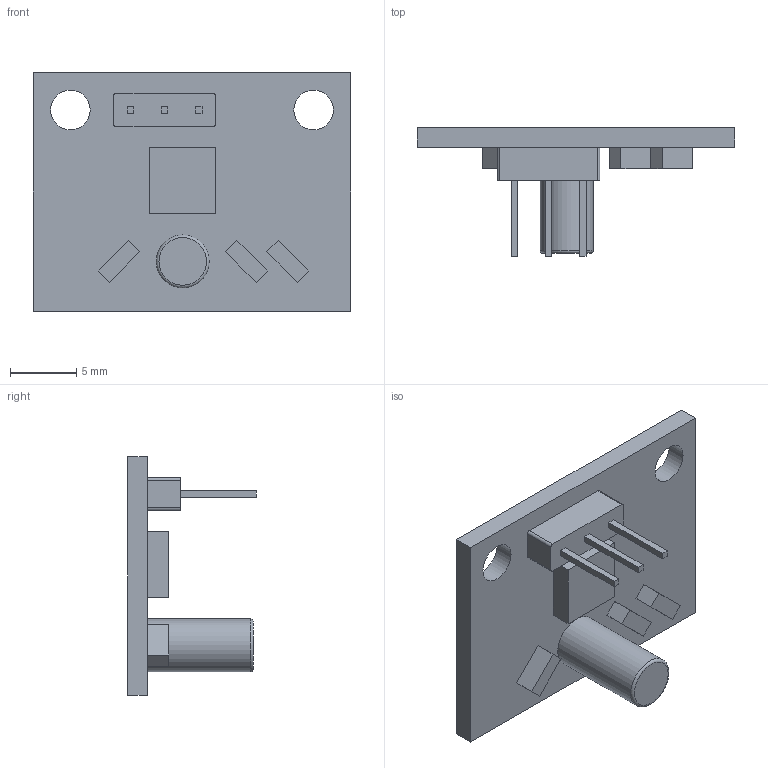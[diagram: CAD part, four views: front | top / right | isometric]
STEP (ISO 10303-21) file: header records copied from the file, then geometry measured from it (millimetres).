
FILE_DESCRIPTION(/* description */ ('STEP AP242','CAx-IF Rec.Pracs.---Representation and Presentation of Product Manufacturing Information (PMI)---4.0---2014-10-13','CAx-IF Rec.Pracs.---3D Tessellated Geometry---0.4---2014-09-14','2;1'),/* implementation_level */ '2;1');
FILE_NAME(/* name */ '64fe711c650a1276b65c58b7',/* time_stamp */ '2023-09-11T01:45:00Z',/* author */ (''),/* organization */ (''),/* preprocessor_version */ 'ST-DEVELOPER v19.4',/* originating_system */ ' ',/* authorisation */ ' ');
FILE_SCHEMA (('AP242_MANAGED_MODEL_BASED_3D_ENGINEERING_MIM_LF { 1 0 10303 442 1 1 4 }'));
Length unit declared in the file: metre
Products named in the file (1): Duet 3d IR Sensor
Bounding box: 24 x 9.75 x 18 mm (x, y, z)
Volume: 838.6 mm3; surface area: 1249 mm2
Topology: 1 solids, 1 shells, 55 faces, 131 edges, 87 vertices
Faces by surface type: plane 47, cylinder 7, torus 1
Full cylindrical faces by diameter (mm): 3 x2, 4 x1
Entity records: 1582 total; most frequent: CARTESIAN_POINT 270, ORIENTED_EDGE 254, DIRECTION 254, EDGE_CURVE 127, LINE 112, VECTOR 112, VERTEX_POINT 87, EDGE_LOOP 72
